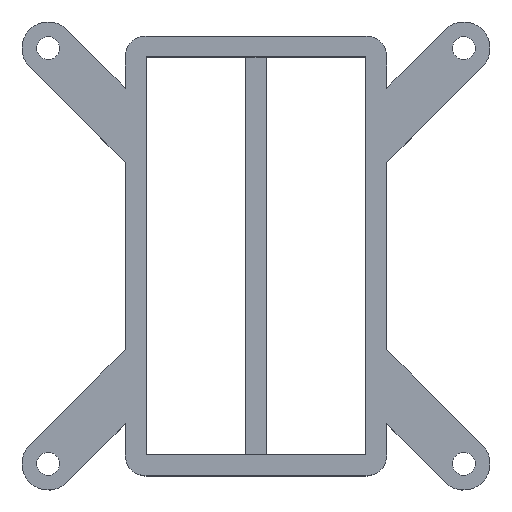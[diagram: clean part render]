
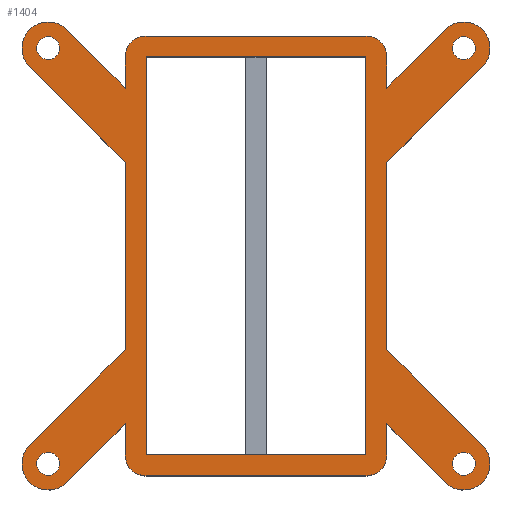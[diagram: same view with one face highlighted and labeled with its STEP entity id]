
A CAD part, top view. The second image highlights one B-rep face of the part: STEP entity #1404.
In plain terms, the highlighted planar face has unit normal (0, 0, 1).
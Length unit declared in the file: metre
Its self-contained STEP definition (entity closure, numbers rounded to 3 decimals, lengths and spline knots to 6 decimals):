
#20=CIRCLE('',#1468,0.0011);
#22=CIRCLE('',#1471,0.0011);
#24=CIRCLE('',#1474,0.0011);
#26=CIRCLE('',#1477,0.0011);
#34=CIRCLE('',#1499,0.0025);
#35=CIRCLE('',#1503,0.0025);
#37=CIRCLE('',#1509,0.0025);
#38=CIRCLE('',#1514,0.0025);
#40=CIRCLE('',#1518,0.002);
#41=CIRCLE('',#1519,0.002);
#42=CIRCLE('',#1520,0.002);
#43=CIRCLE('',#1521,0.002);
#256=ORIENTED_EDGE('',*,*,#587,.T.);
#257=ORIENTED_EDGE('',*,*,#608,.T.);
#258=ORIENTED_EDGE('',*,*,#570,.T.);
#259=ORIENTED_EDGE('',*,*,#609,.T.);
#260=ORIENTED_EDGE('',*,*,#478,.F.);
#261=ORIENTED_EDGE('',*,*,#561,.F.);
#262=ORIENTED_EDGE('',*,*,#604,.F.);
#263=ORIENTED_EDGE('',*,*,#593,.T.);
#264=ORIENTED_EDGE('',*,*,#487,.F.);
#265=ORIENTED_EDGE('',*,*,#592,.F.);
#266=ORIENTED_EDGE('',*,*,#590,.F.);
#267=ORIENTED_EDGE('',*,*,#588,.T.);
#268=ORIENTED_EDGE('',*,*,#564,.F.);
#269=ORIENTED_EDGE('',*,*,#610,.T.);
#270=ORIENTED_EDGE('',*,*,#474,.F.);
#271=ORIENTED_EDGE('',*,*,#611,.T.);
#272=ORIENTED_EDGE('',*,*,#498,.T.);
#273=ORIENTED_EDGE('',*,*,#584,.F.);
#274=ORIENTED_EDGE('',*,*,#581,.F.);
#275=ORIENTED_EDGE('',*,*,#578,.T.);
#276=ORIENTED_EDGE('',*,*,#495,.T.);
#277=ORIENTED_EDGE('',*,*,#577,.F.);
#278=ORIENTED_EDGE('',*,*,#575,.F.);
#279=ORIENTED_EDGE('',*,*,#572,.T.);
#280=ORIENTED_EDGE('',*,*,#506,.F.);
#281=ORIENTED_EDGE('',*,*,#504,.T.);
#282=ORIENTED_EDGE('',*,*,#544,.F.);
#283=ORIENTED_EDGE('',*,*,#595,.F.);
#284=ORIENTED_EDGE('',*,*,#559,.T.);
#285=ORIENTED_EDGE('',*,*,#550,.T.);
#286=ORIENTED_EDGE('',*,*,#502,.F.);
#287=ORIENTED_EDGE('',*,*,#508,.T.);
#474=EDGE_CURVE('',#675,#676,#789,.T.);
#478=EDGE_CURVE('',#679,#680,#793,.T.);
#487=EDGE_CURVE('',#688,#689,#802,.T.);
#495=EDGE_CURVE('',#697,#696,#810,.T.);
#498=EDGE_CURVE('',#699,#700,#813,.T.);
#502=EDGE_CURVE('',#703,#703,#20,.T.);
#504=EDGE_CURVE('',#705,#705,#22,.T.);
#506=EDGE_CURVE('',#707,#707,#24,.T.);
#508=EDGE_CURVE('',#709,#709,#26,.T.);
#544=EDGE_CURVE('',#737,#738,#845,.T.);
#550=EDGE_CURVE('',#741,#738,#851,.T.);
#559=EDGE_CURVE('',#748,#741,#860,.T.);
#561=EDGE_CURVE('',#749,#679,#862,.T.);
#564=EDGE_CURVE('',#750,#751,#865,.T.);
#570=EDGE_CURVE('',#755,#754,#871,.T.);
#572=EDGE_CURVE('',#756,#757,#873,.T.);
#575=EDGE_CURVE('',#756,#758,#34,.T.);
#577=EDGE_CURVE('',#758,#696,#877,.T.);
#578=EDGE_CURVE('',#759,#697,#878,.T.);
#581=EDGE_CURVE('',#759,#761,#35,.T.);
#584=EDGE_CURVE('',#761,#700,#882,.T.);
#587=EDGE_CURVE('',#757,#763,#885,.T.);
#588=EDGE_CURVE('',#764,#751,#886,.T.);
#590=EDGE_CURVE('',#764,#765,#37,.T.);
#592=EDGE_CURVE('',#765,#688,#889,.T.);
#593=EDGE_CURVE('',#766,#689,#890,.T.);
#595=EDGE_CURVE('',#748,#737,#892,.T.);
#604=EDGE_CURVE('',#766,#749,#38,.T.);
#608=EDGE_CURVE('',#763,#755,#40,.F.);
#609=EDGE_CURVE('',#754,#680,#41,.F.);
#610=EDGE_CURVE('',#750,#676,#42,.F.);
#611=EDGE_CURVE('',#675,#699,#43,.F.);
#675=VERTEX_POINT('',#1980);
#676=VERTEX_POINT('',#1981);
#679=VERTEX_POINT('',#1989);
#680=VERTEX_POINT('',#1990);
#688=VERTEX_POINT('',#2007);
#689=VERTEX_POINT('',#2009);
#696=VERTEX_POINT('',#2024);
#697=VERTEX_POINT('',#2026);
#699=VERTEX_POINT('',#2032);
#700=VERTEX_POINT('',#2033);
#703=VERTEX_POINT('',#2041);
#705=VERTEX_POINT('',#2046);
#707=VERTEX_POINT('',#2051);
#709=VERTEX_POINT('',#2056);
#737=VERTEX_POINT('',#2127);
#738=VERTEX_POINT('',#2128);
#741=VERTEX_POINT('',#2138);
#748=VERTEX_POINT('',#2155);
#749=VERTEX_POINT('',#2159);
#750=VERTEX_POINT('',#2163);
#751=VERTEX_POINT('',#2165);
#754=VERTEX_POINT('',#2174);
#755=VERTEX_POINT('',#2176);
#756=VERTEX_POINT('',#2180);
#757=VERTEX_POINT('',#2181);
#758=VERTEX_POINT('',#2186);
#759=VERTEX_POINT('',#2192);
#761=VERTEX_POINT('',#2198);
#763=VERTEX_POINT('',#2207);
#764=VERTEX_POINT('',#2211);
#765=VERTEX_POINT('',#2215);
#766=VERTEX_POINT('',#2221);
#789=LINE('',#1979,#954);
#793=LINE('',#1988,#958);
#802=LINE('',#2008,#967);
#810=LINE('',#2025,#975);
#813=LINE('',#2031,#978);
#845=LINE('',#2126,#1010);
#851=LINE('',#2137,#1016);
#860=LINE('',#2154,#1025);
#862=LINE('',#2158,#1027);
#865=LINE('',#2164,#1030);
#871=LINE('',#2175,#1036);
#873=LINE('',#2179,#1038);
#877=LINE('',#2189,#1042);
#878=LINE('',#2191,#1043);
#882=LINE('',#2203,#1047);
#885=LINE('',#2208,#1050);
#886=LINE('',#2210,#1051);
#889=LINE('',#2218,#1054);
#890=LINE('',#2220,#1055);
#892=LINE('',#2224,#1057);
#954=VECTOR('',#1582,1.);
#958=VECTOR('',#1588,1.);
#967=VECTOR('',#1599,1.);
#975=VECTOR('',#1609,1.);
#978=VECTOR('',#1614,1.);
#1010=VECTOR('',#1696,1.);
#1016=VECTOR('',#1704,1.);
#1025=VECTOR('',#1715,1.);
#1027=VECTOR('',#1719,1.);
#1030=VECTOR('',#1724,1.);
#1036=VECTOR('',#1732,1.);
#1038=VECTOR('',#1736,1.);
#1042=VECTOR('',#1746,1.);
#1043=VECTOR('',#1749,1.);
#1047=VECTOR('',#1761,1.);
#1050=VECTOR('',#1766,1.);
#1051=VECTOR('',#1769,1.);
#1054=VECTOR('',#1778,1.);
#1055=VECTOR('',#1781,1.);
#1057=VECTOR('',#1785,1.);
#1162=EDGE_LOOP('',(#256,#257,#258,#259,#260,#261,#262,#263,#264,#265,#266,
#267,#268,#269,#270,#271,#272,#273,#274,#275,#276,#277,#278,#279));
#1163=EDGE_LOOP('',(#280));
#1164=EDGE_LOOP('',(#281));
#1165=EDGE_LOOP('',(#282,#283,#284,#285));
#1166=EDGE_LOOP('',(#286));
#1167=EDGE_LOOP('',(#287));
#1259=FACE_BOUND('',#1162,.T.);
#1260=FACE_BOUND('',#1163,.T.);
#1261=FACE_BOUND('',#1164,.T.);
#1262=FACE_BOUND('',#1165,.T.);
#1263=FACE_BOUND('',#1166,.T.);
#1264=FACE_BOUND('',#1167,.T.);
#1340=PLANE('',#1517);
#1404=ADVANCED_FACE('',(#1259,#1260,#1261,#1262,#1263,#1264),#1340,.F.);
#1468=AXIS2_PLACEMENT_3D('',#2040,#1620,#1621);
#1471=AXIS2_PLACEMENT_3D('',#2045,#1626,#1627);
#1474=AXIS2_PLACEMENT_3D('',#2050,#1632,#1633);
#1477=AXIS2_PLACEMENT_3D('',#2055,#1638,#1639);
#1499=AXIS2_PLACEMENT_3D('',#2185,#1741,#1742);
#1503=AXIS2_PLACEMENT_3D('',#2197,#1754,#1755);
#1509=AXIS2_PLACEMENT_3D('',#2214,#1773,#1774);
#1514=AXIS2_PLACEMENT_3D('',#2241,#1796,#1797);
#1517=AXIS2_PLACEMENT_3D('',#2247,#1804,#1805);
#1518=AXIS2_PLACEMENT_3D('',#2248,#1806,#1807);
#1519=AXIS2_PLACEMENT_3D('',#2249,#1808,#1809);
#1520=AXIS2_PLACEMENT_3D('',#2250,#1810,#1811);
#1521=AXIS2_PLACEMENT_3D('',#2251,#1812,#1813);
#1582=DIRECTION('',(-1.,0.,0.));
#1588=DIRECTION('',(0.,1.,0.));
#1599=DIRECTION('',(0.,1.,0.));
#1609=DIRECTION('',(0.,1.,0.));
#1614=DIRECTION('',(0.,1.,0.));
#1620=DIRECTION('',(0.,0.,1.));
#1621=DIRECTION('',(1.,0.,0.));
#1626=DIRECTION('',(0.,0.,-1.));
#1627=DIRECTION('',(1.,0.,0.));
#1632=DIRECTION('',(0.,0.,1.));
#1633=DIRECTION('',(1.,0.,0.));
#1638=DIRECTION('',(0.,0.,-1.));
#1639=DIRECTION('',(1.,0.,0.));
#1696=DIRECTION('',(-1.,0.,0.));
#1704=DIRECTION('',(0.,1.,0.));
#1715=DIRECTION('',(-1.,0.,0.));
#1719=DIRECTION('',(0.707,-0.707,0.));
#1724=DIRECTION('',(0.,1.,0.));
#1732=DIRECTION('',(-1.,0.,0.));
#1736=DIRECTION('',(-0.707,-0.707,0.));
#1741=DIRECTION('',(0.,0.,-1.));
#1742=DIRECTION('',(-1.,0.,0.));
#1746=DIRECTION('',(-0.707,-0.707,0.));
#1749=DIRECTION('',(-0.707,0.707,0.));
#1754=DIRECTION('',(0.,0.,-1.));
#1755=DIRECTION('',(-1.,0.,0.));
#1761=DIRECTION('',(-0.707,0.707,0.));
#1766=DIRECTION('',(0.,1.,0.));
#1769=DIRECTION('',(0.707,0.707,0.));
#1773=DIRECTION('',(0.,0.,-1.));
#1774=DIRECTION('',(-1.,0.,0.));
#1778=DIRECTION('',(0.707,0.707,0.));
#1781=DIRECTION('',(0.707,-0.707,0.));
#1785=DIRECTION('',(0.,1.,0.));
#1796=DIRECTION('',(0.,0.,-1.));
#1797=DIRECTION('',(-1.,0.,0.));
#1804=DIRECTION('',(0.,0.,-1.));
#1805=DIRECTION('',(1.,0.,0.));
#1806=DIRECTION('',(0.,0.,-1.));
#1807=DIRECTION('',(-1.,0.,0.));
#1808=DIRECTION('',(0.,0.,-1.));
#1809=DIRECTION('',(-1.,0.,0.));
#1810=DIRECTION('',(0.,0.,-1.));
#1811=DIRECTION('',(-1.,0.,0.));
#1812=DIRECTION('',(0.,0.,-1.));
#1813=DIRECTION('',(-1.,0.,0.));
#1979=CARTESIAN_POINT('',(-0.0115,-0.021,0.));
#1980=CARTESIAN_POINT('',(0.0105,-0.021,0.));
#1981=CARTESIAN_POINT('',(-0.0105,-0.021,0.));
#1988=CARTESIAN_POINT('',(-0.0125,0.017518,0.));
#1989=CARTESIAN_POINT('',(-0.0125,0.016036,0.));
#1990=CARTESIAN_POINT('',(-0.0125,0.019,0.));
#2007=CARTESIAN_POINT('',(-0.0125,-0.008964,0.));
#2008=CARTESIAN_POINT('',(-0.0125,-0.004982,0.));
#2009=CARTESIAN_POINT('',(-0.0125,0.008964,0.));
#2024=CARTESIAN_POINT('',(0.0125,0.008964,0.));
#2025=CARTESIAN_POINT('',(0.0125,0.004982,0.));
#2026=CARTESIAN_POINT('',(0.0125,-0.008964,0.));
#2031=CARTESIAN_POINT('',(0.0125,-0.017518,0.));
#2032=CARTESIAN_POINT('',(0.0125,-0.019,0.));
#2033=CARTESIAN_POINT('',(0.0125,-0.016036,0.));
#2040=CARTESIAN_POINT('',(0.01985,-0.01985,0.));
#2041=CARTESIAN_POINT('',(0.02095,-0.01985,0.));
#2045=CARTESIAN_POINT('',(-0.01985,-0.01985,0.));
#2046=CARTESIAN_POINT('',(-0.01875,-0.01985,0.));
#2050=CARTESIAN_POINT('',(-0.01985,0.01985,0.));
#2051=CARTESIAN_POINT('',(-0.01875,0.01985,0.));
#2055=CARTESIAN_POINT('',(0.01985,0.01985,0.));
#2056=CARTESIAN_POINT('',(0.02095,0.01985,0.));
#2126=CARTESIAN_POINT('',(-0.00575,0.019,0.));
#2127=CARTESIAN_POINT('',(0.0105,0.019,0.));
#2128=CARTESIAN_POINT('',(-0.0105,0.019,0.));
#2137=CARTESIAN_POINT('',(-0.0105,-0.01,0.));
#2138=CARTESIAN_POINT('',(-0.0105,-0.019,0.));
#2154=CARTESIAN_POINT('',(0.,-0.019,0.));
#2155=CARTESIAN_POINT('',(0.0105,-0.019,0.));
#2158=CARTESIAN_POINT('',(-0.015291,0.018827,0.));
#2159=CARTESIAN_POINT('',(-0.018082,0.021618,0.));
#2163=CARTESIAN_POINT('',(-0.0125,-0.019,0.));
#2164=CARTESIAN_POINT('',(-0.0125,-0.017518,0.));
#2165=CARTESIAN_POINT('',(-0.0125,-0.016036,0.));
#2174=CARTESIAN_POINT('',(-0.0105,0.021,0.));
#2175=CARTESIAN_POINT('',(-0.0115,0.021,0.));
#2176=CARTESIAN_POINT('',(0.0105,0.021,0.));
#2179=CARTESIAN_POINT('',(0.015291,0.018827,0.));
#2180=CARTESIAN_POINT('',(0.018082,0.021618,0.));
#2181=CARTESIAN_POINT('',(0.0125,0.016036,0.));
#2185=CARTESIAN_POINT('',(0.01985,0.01985,0.));
#2186=CARTESIAN_POINT('',(0.021618,0.018082,0.));
#2189=CARTESIAN_POINT('',(0.017059,0.013523,0.));
#2191=CARTESIAN_POINT('',(0.017059,-0.013523,0.));
#2192=CARTESIAN_POINT('',(0.021618,-0.018082,0.));
#2197=CARTESIAN_POINT('',(0.01985,-0.01985,0.));
#2198=CARTESIAN_POINT('',(0.018082,-0.021618,0.));
#2203=CARTESIAN_POINT('',(0.015291,-0.018827,0.));
#2207=CARTESIAN_POINT('',(0.0125,0.019,0.));
#2208=CARTESIAN_POINT('',(0.0125,0.02,0.));
#2210=CARTESIAN_POINT('',(-0.015291,-0.018827,0.));
#2211=CARTESIAN_POINT('',(-0.018082,-0.021618,0.));
#2214=CARTESIAN_POINT('',(-0.01985,-0.01985,0.));
#2215=CARTESIAN_POINT('',(-0.021618,-0.018082,0.));
#2218=CARTESIAN_POINT('',(-0.017059,-0.013523,0.));
#2220=CARTESIAN_POINT('',(-0.017059,0.013523,0.));
#2221=CARTESIAN_POINT('',(-0.021618,0.018082,0.));
#2224=CARTESIAN_POINT('',(0.0105,0.01,0.));
#2241=CARTESIAN_POINT('',(-0.01985,0.01985,0.));
#2247=CARTESIAN_POINT('',(0.,0.,0.));
#2248=CARTESIAN_POINT('',(0.0105,0.019,0.));
#2249=CARTESIAN_POINT('',(-0.0105,0.019,0.));
#2250=CARTESIAN_POINT('',(-0.0105,-0.019,0.));
#2251=CARTESIAN_POINT('',(0.0105,-0.019,0.));
